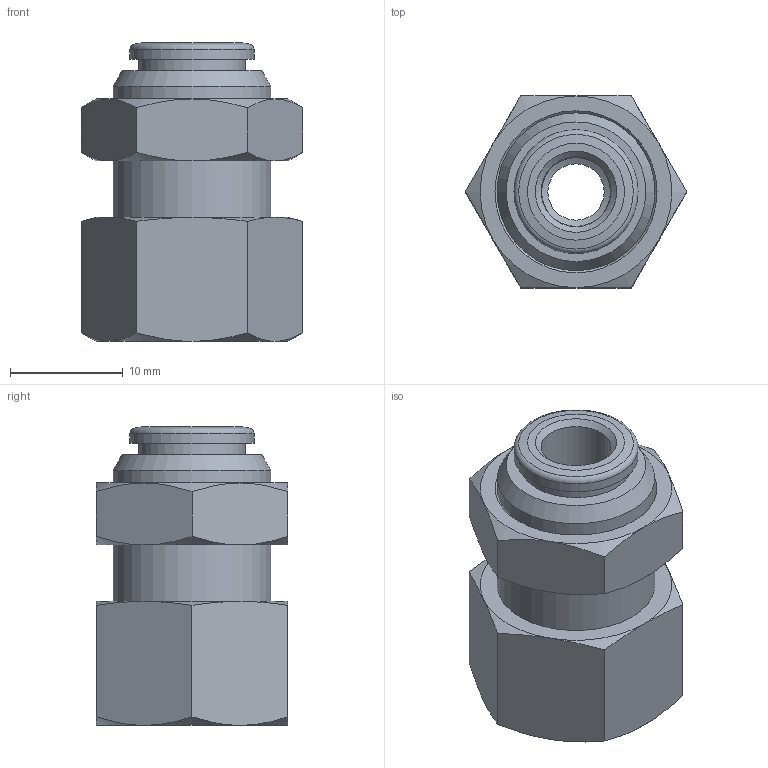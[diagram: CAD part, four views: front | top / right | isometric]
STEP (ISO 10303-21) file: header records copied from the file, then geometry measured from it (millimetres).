
FILE_DESCRIPTION(( 'RG.25.06.18.STP' ), '1');
FILE_NAME( 'RG.25.06.18.STP', '2018-10-12T11:08:29',( 'Sopra'),('sopra-pneumatic.com'), 'SwSTEP 2.0','SolidWorks 2009','' );
FILE_SCHEMA (('AUTOMOTIVE_DESIGN { 1 0 10303 214 1 1 1 1 }'));
Length unit declared in the file: millimetre
Products named in the file (4): Root; Kontermutter; R202504-i; DR6_NEU
Assembly tree (3 placements, depth 2):
  Root
    Kontermutter
    R202504-i
    DR6_NEU
Bounding box: 19.63 x 17 x 26.5 mm (x, y, z)
Volume: 4275.6 mm3; surface area: 3495.1 mm2
Topology: 3 solids, 3 shells, 72 faces, 149 edges, 87 vertices
Faces by surface type: cone 37, plane 22, cylinder 12, torus 1
Full cylindrical faces by diameter (mm): 5 x1, 6.1 x1, 6.2 x1, 8.3 x1, 8.566 x1, 9 x1, 9.5 x1, 9.6 x1, 11 x1, 12.773 x1, 14 x1, 15 x1
Entity records: 3022 total; most frequent: DIRECTION 380, CARTESIAN_POINT 278, PRESENTATION_STYLE_ASSIGNMENT 239, COLOUR_RGB 237, DRAUGHTING_PRE_DEFINED_CURVE_FONT 236, CURVE_STYLE 236, OVER_RIDING_STYLED_ITEM 236, ORIENTED_EDGE 236
